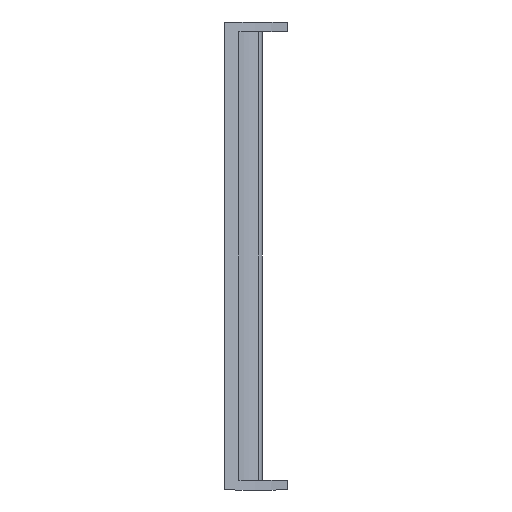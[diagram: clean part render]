
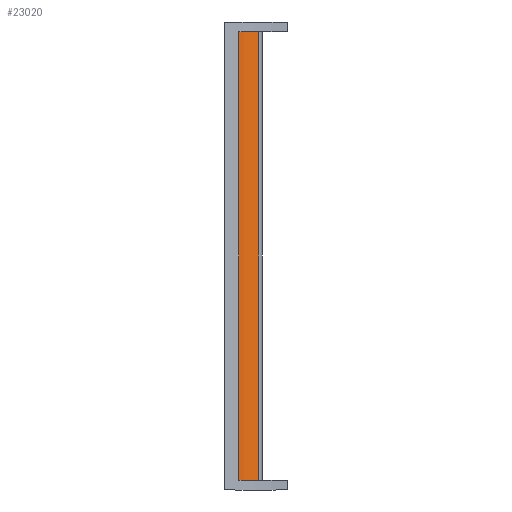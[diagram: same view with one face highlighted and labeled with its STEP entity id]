
A CAD part, left-side view. The second image highlights one B-rep face of the part: STEP entity #23020.
In plain terms, the highlighted cylindrical face has radius 14.549 mm (diameter 29.098 mm), a partial arc.
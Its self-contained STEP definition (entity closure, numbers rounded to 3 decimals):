
#2434=FACE_OUTER_BOUND('',#3679,.T.);
#3679=EDGE_LOOP('',(#21099,#21100,#21101,#21102,#21103,#21104,#21105,#21106,
#21107,#21108,#21109,#21110,#21111,#21112,#21113,#21114,#21115,#21116,#21117,
#21118,#21119,#21120,#21121,#21122,#21123,#21124));
#5268=LINE('',#32386,#8444);
#5274=LINE('',#32398,#8450);
#5280=LINE('',#32410,#8456);
#5286=LINE('',#32422,#8462);
#5292=LINE('',#32434,#8468);
#5298=LINE('',#32446,#8474);
#5304=LINE('',#32458,#8480);
#5310=LINE('',#32470,#8486);
#5316=LINE('',#32482,#8492);
#5322=LINE('',#32494,#8498);
#5328=LINE('',#32506,#8504);
#6973=LINE('',#35804,#10149);
#6975=LINE('',#35807,#10151);
#6977=LINE('',#35810,#10153);
#6979=LINE('',#35813,#10155);
#6981=LINE('',#35816,#10157);
#6983=LINE('',#35819,#10159);
#6985=LINE('',#35822,#10161);
#6987=LINE('',#35825,#10163);
#6989=LINE('',#35828,#10165);
#6991=LINE('',#35831,#10167);
#6993=LINE('',#35834,#10169);
#6995=LINE('',#35837,#10171);
#6998=LINE('',#35842,#10174);
#8444=VECTOR('',#26555,10.);
#8450=VECTOR('',#26561,10.);
#8456=VECTOR('',#26567,10.);
#8462=VECTOR('',#26573,10.);
#8468=VECTOR('',#26579,10.);
#8474=VECTOR('',#26585,10.);
#8480=VECTOR('',#26591,10.);
#8486=VECTOR('',#26597,10.);
#8492=VECTOR('',#26603,10.);
#8498=VECTOR('',#26609,10.);
#8504=VECTOR('',#26615,10.);
#10149=VECTOR('',#29398,10.);
#10151=VECTOR('',#29402,10.);
#10153=VECTOR('',#29406,10.);
#10155=VECTOR('',#29410,10.);
#10157=VECTOR('',#29414,10.);
#10159=VECTOR('',#29418,10.);
#10161=VECTOR('',#29422,10.);
#10163=VECTOR('',#29426,10.);
#10165=VECTOR('',#29430,10.);
#10167=VECTOR('',#29434,10.);
#10169=VECTOR('',#29438,10.);
#10171=VECTOR('',#29442,10.);
#10174=VECTOR('',#29449,10.);
#10199=CIRCLE('',#23540,14.549);
#10209=CIRCLE('',#24086,14.549);
#11194=VERTEX_POINT('',#32383);
#11195=VERTEX_POINT('',#32385);
#11200=VERTEX_POINT('',#32395);
#11201=VERTEX_POINT('',#32397);
#11206=VERTEX_POINT('',#32407);
#11207=VERTEX_POINT('',#32409);
#11212=VERTEX_POINT('',#32419);
#11213=VERTEX_POINT('',#32421);
#11218=VERTEX_POINT('',#32431);
#11219=VERTEX_POINT('',#32433);
#11224=VERTEX_POINT('',#32443);
#11225=VERTEX_POINT('',#32445);
#11230=VERTEX_POINT('',#32455);
#11231=VERTEX_POINT('',#32457);
#11236=VERTEX_POINT('',#32467);
#11237=VERTEX_POINT('',#32469);
#11242=VERTEX_POINT('',#32479);
#11243=VERTEX_POINT('',#32481);
#11248=VERTEX_POINT('',#32491);
#11249=VERTEX_POINT('',#32493);
#11254=VERTEX_POINT('',#32503);
#11255=VERTEX_POINT('',#32505);
#11754=VERTEX_POINT('',#33514);
#11755=VERTEX_POINT('',#33516);
#12337=VERTEX_POINT('',#35754);
#12338=VERTEX_POINT('',#35756);
#13801=EDGE_CURVE('',#11194,#11195,#5268,.T.);
#13807=EDGE_CURVE('',#11200,#11201,#5274,.T.);
#13813=EDGE_CURVE('',#11206,#11207,#5280,.T.);
#13819=EDGE_CURVE('',#11212,#11213,#5286,.T.);
#13825=EDGE_CURVE('',#11218,#11219,#5292,.T.);
#13831=EDGE_CURVE('',#11224,#11225,#5298,.T.);
#13837=EDGE_CURVE('',#11230,#11231,#5304,.T.);
#13843=EDGE_CURVE('',#11236,#11237,#5310,.T.);
#13849=EDGE_CURVE('',#11242,#11243,#5316,.T.);
#13855=EDGE_CURVE('',#11248,#11249,#5322,.T.);
#13861=EDGE_CURVE('',#11254,#11255,#5328,.T.);
#14371=EDGE_CURVE('',#11755,#11754,#10199,.T.);
#15492=EDGE_CURVE('',#12338,#12337,#10209,.T.);
#15517=EDGE_CURVE('',#11255,#11754,#6973,.T.);
#15519=EDGE_CURVE('',#11249,#11254,#6975,.T.);
#15521=EDGE_CURVE('',#11243,#11248,#6977,.T.);
#15523=EDGE_CURVE('',#11237,#11242,#6979,.T.);
#15525=EDGE_CURVE('',#11231,#11236,#6981,.T.);
#15527=EDGE_CURVE('',#11225,#11230,#6983,.T.);
#15529=EDGE_CURVE('',#11219,#11224,#6985,.T.);
#15531=EDGE_CURVE('',#11213,#11218,#6987,.T.);
#15533=EDGE_CURVE('',#11207,#11212,#6989,.T.);
#15535=EDGE_CURVE('',#11201,#11206,#6991,.T.);
#15537=EDGE_CURVE('',#11195,#11200,#6993,.T.);
#15539=EDGE_CURVE('',#12338,#11194,#6995,.T.);
#15542=EDGE_CURVE('',#11755,#12337,#6998,.T.);
#21099=ORIENTED_EDGE('',*,*,#15492,.T.);
#21100=ORIENTED_EDGE('',*,*,#15542,.F.);
#21101=ORIENTED_EDGE('',*,*,#14371,.T.);
#21102=ORIENTED_EDGE('',*,*,#15517,.F.);
#21103=ORIENTED_EDGE('',*,*,#13861,.F.);
#21104=ORIENTED_EDGE('',*,*,#15519,.F.);
#21105=ORIENTED_EDGE('',*,*,#13855,.F.);
#21106=ORIENTED_EDGE('',*,*,#15521,.F.);
#21107=ORIENTED_EDGE('',*,*,#13849,.F.);
#21108=ORIENTED_EDGE('',*,*,#15523,.F.);
#21109=ORIENTED_EDGE('',*,*,#13843,.F.);
#21110=ORIENTED_EDGE('',*,*,#15525,.F.);
#21111=ORIENTED_EDGE('',*,*,#13837,.F.);
#21112=ORIENTED_EDGE('',*,*,#15527,.F.);
#21113=ORIENTED_EDGE('',*,*,#13831,.F.);
#21114=ORIENTED_EDGE('',*,*,#15529,.F.);
#21115=ORIENTED_EDGE('',*,*,#13825,.F.);
#21116=ORIENTED_EDGE('',*,*,#15531,.F.);
#21117=ORIENTED_EDGE('',*,*,#13819,.F.);
#21118=ORIENTED_EDGE('',*,*,#15533,.F.);
#21119=ORIENTED_EDGE('',*,*,#13813,.F.);
#21120=ORIENTED_EDGE('',*,*,#15535,.F.);
#21121=ORIENTED_EDGE('',*,*,#13807,.F.);
#21122=ORIENTED_EDGE('',*,*,#15537,.F.);
#21123=ORIENTED_EDGE('',*,*,#13801,.F.);
#21124=ORIENTED_EDGE('',*,*,#15539,.F.);
#21973=CYLINDRICAL_SURFACE('',#24120,14.549);
#23020=ADVANCED_FACE('',(#2434),#21973,.T.);
#23540=AXIS2_PLACEMENT_3D('',#33517,#27127,#27128);
#24086=AXIS2_PLACEMENT_3D('',#35757,#29330,#29331);
#24120=AXIS2_PLACEMENT_3D('',#35841,#29447,#29448);
#26555=DIRECTION('',(0.,0.,1.));
#26561=DIRECTION('',(0.,0.,1.));
#26567=DIRECTION('',(0.,0.,1.));
#26573=DIRECTION('',(0.,0.,1.));
#26579=DIRECTION('',(0.,0.,1.));
#26585=DIRECTION('',(0.,0.,1.));
#26591=DIRECTION('',(0.,0.,1.));
#26597=DIRECTION('',(0.,0.,1.));
#26603=DIRECTION('',(0.,0.,1.));
#26609=DIRECTION('',(0.,0.,1.));
#26615=DIRECTION('',(0.,0.,1.));
#27127=DIRECTION('center_axis',(0.,0.,-1.));
#27128=DIRECTION('ref_axis',(-1.,0.,0.));
#29330=DIRECTION('center_axis',(0.,0.,1.));
#29331=DIRECTION('ref_axis',(-1.,0.,0.));
#29398=DIRECTION('',(0.,0.,1.));
#29402=DIRECTION('',(0.,0.,1.));
#29406=DIRECTION('',(0.,0.,1.));
#29410=DIRECTION('',(0.,0.,1.));
#29414=DIRECTION('',(0.,0.,1.));
#29418=DIRECTION('',(0.,0.,1.));
#29422=DIRECTION('',(0.,0.,1.));
#29426=DIRECTION('',(0.,0.,1.));
#29430=DIRECTION('',(0.,0.,1.));
#29434=DIRECTION('',(0.,0.,1.));
#29438=DIRECTION('',(0.,0.,1.));
#29442=DIRECTION('',(0.,0.,1.));
#29447=DIRECTION('center_axis',(0.,0.,-1.));
#29448=DIRECTION('ref_axis',(-1.,0.,0.));
#29449=DIRECTION('',(0.,0.,-1.));
#32383=CARTESIAN_POINT('',(22.472,0.,-78.799));
#32385=CARTESIAN_POINT('',(22.472,0.,-70.716));
#32386=CARTESIAN_POINT('',(22.472,0.,107.76));
#32395=CARTESIAN_POINT('',(22.472,0.,-61.479));
#32397=CARTESIAN_POINT('',(22.472,0.,-53.396));
#32398=CARTESIAN_POINT('',(22.472,0.,107.76));
#32407=CARTESIAN_POINT('',(22.472,0.,-44.158));
#32409=CARTESIAN_POINT('',(22.472,0.,-36.075));
#32410=CARTESIAN_POINT('',(22.472,0.,107.76));
#32419=CARTESIAN_POINT('',(22.472,0.,-26.838));
#32421=CARTESIAN_POINT('',(22.472,0.,-18.755));
#32422=CARTESIAN_POINT('',(22.472,0.,107.76));
#32431=CARTESIAN_POINT('',(22.472,0.,-9.517));
#32433=CARTESIAN_POINT('',(22.472,0.,-1.434));
#32434=CARTESIAN_POINT('',(22.472,0.,107.76));
#32443=CARTESIAN_POINT('',(22.472,0.,7.803));
#32445=CARTESIAN_POINT('',(22.472,0.,15.886));
#32446=CARTESIAN_POINT('',(22.472,0.,107.76));
#32455=CARTESIAN_POINT('',(22.472,0.,25.124));
#32457=CARTESIAN_POINT('',(22.472,0.,33.207));
#32458=CARTESIAN_POINT('',(22.472,0.,107.76));
#32467=CARTESIAN_POINT('',(22.472,0.,42.444));
#32469=CARTESIAN_POINT('',(22.472,0.,50.527));
#32470=CARTESIAN_POINT('',(22.472,0.,107.76));
#32479=CARTESIAN_POINT('',(22.472,0.,59.765));
#32481=CARTESIAN_POINT('',(22.472,0.,67.848));
#32482=CARTESIAN_POINT('',(22.472,0.,107.76));
#32491=CARTESIAN_POINT('',(22.472,0.,77.086));
#32493=CARTESIAN_POINT('',(22.472,0.,85.168));
#32494=CARTESIAN_POINT('',(22.472,0.,107.76));
#32503=CARTESIAN_POINT('',(22.472,0.,94.406));
#32505=CARTESIAN_POINT('',(22.472,0.,102.489));
#32506=CARTESIAN_POINT('',(22.472,0.,107.76));
#33514=CARTESIAN_POINT('',(22.472,0.,103.76));
#33516=CARTESIAN_POINT('',(24.992,-8.183,103.76));
#33517=CARTESIAN_POINT('Origin',(37.021,0.,
103.76));
#35754=CARTESIAN_POINT('',(24.992,-8.183,-80.07));
#35756=CARTESIAN_POINT('',(22.472,0.,-80.07));
#35757=CARTESIAN_POINT('Origin',(37.021,0.,
-80.07));
#35804=CARTESIAN_POINT('',(22.472,0.,107.76));
#35807=CARTESIAN_POINT('',(22.472,0.,107.76));
#35810=CARTESIAN_POINT('',(22.472,0.,107.76));
#35813=CARTESIAN_POINT('',(22.472,0.,107.76));
#35816=CARTESIAN_POINT('',(22.472,0.,107.76));
#35819=CARTESIAN_POINT('',(22.472,0.,107.76));
#35822=CARTESIAN_POINT('',(22.472,0.,107.76));
#35825=CARTESIAN_POINT('',(22.472,0.,107.76));
#35828=CARTESIAN_POINT('',(22.472,0.,107.76));
#35831=CARTESIAN_POINT('',(22.472,0.,107.76));
#35834=CARTESIAN_POINT('',(22.472,0.,107.76));
#35837=CARTESIAN_POINT('',(22.472,0.,107.76));
#35841=CARTESIAN_POINT('Origin',(37.021,0.,
107.76));
#35842=CARTESIAN_POINT('',(24.992,-8.183,107.76));
